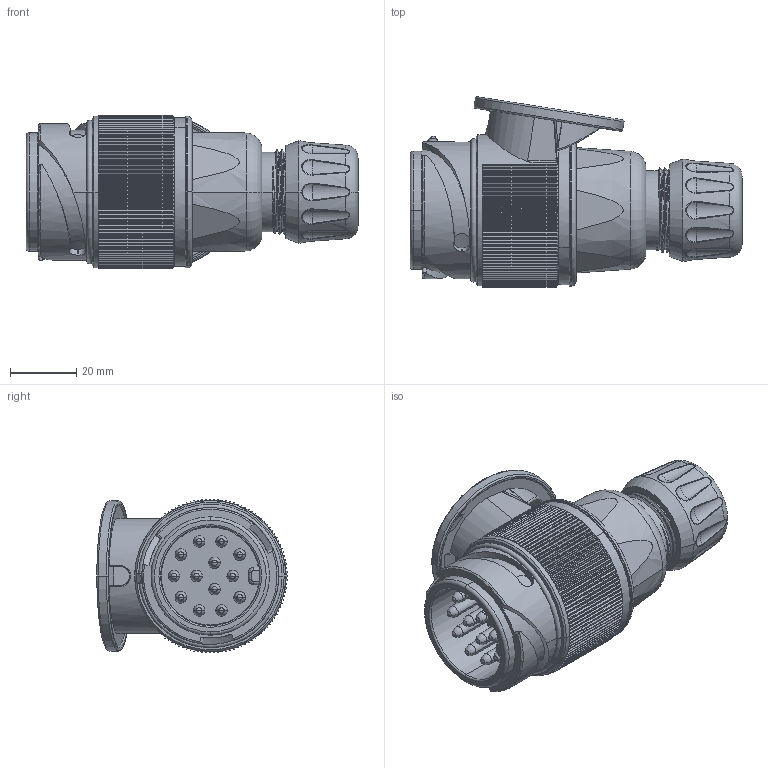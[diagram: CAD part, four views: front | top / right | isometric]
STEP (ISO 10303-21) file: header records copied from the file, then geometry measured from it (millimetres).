
FILE_DESCRIPTION((''),'2;1');
FILE_NAME('231001_SW0001','2021-05-28T17:11:22',('teru'),(''),'CREO PARAMETRIC BY PTC INC, 2017380','CREO PARAMETRIC BY PTC INC, 2017380','');
FILE_SCHEMA(('CONFIG_CONTROL_DESIGN'));
Products named in the file (1): 231001_SW0001
Bounding box: 100.6 x 57.68 x 46.6 mm (x, y, z)
Volume: 108992 mm3; surface area: 31947.2 mm2
Topology: 1 solids, 1 shells, 1619 faces, 4346 edges, 2769 vertices
Faces by surface type: plane 1057, cylinder 225, bspline 167, sphere 64, cone 58, torus 48
Entity records: 62479 total; most frequent: CARTESIAN_POINT 24019, ORIENTED_EDGE 8636, DIRECTION 7038, EDGE_CURVE 4318, VERTEX_POINT 2769, VECTOR 2678, LINE 2678, AXIS2_PLACEMENT_3D 2180
